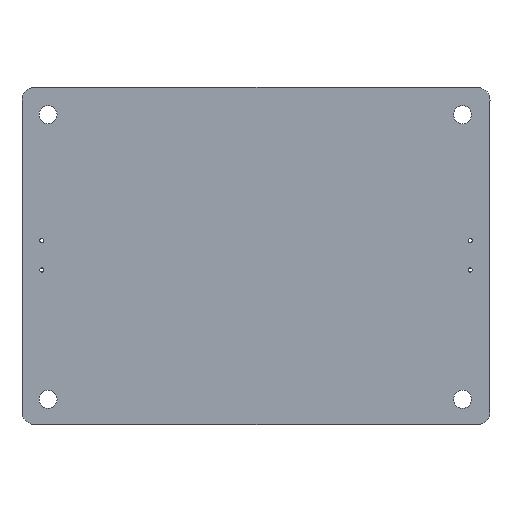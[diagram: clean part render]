
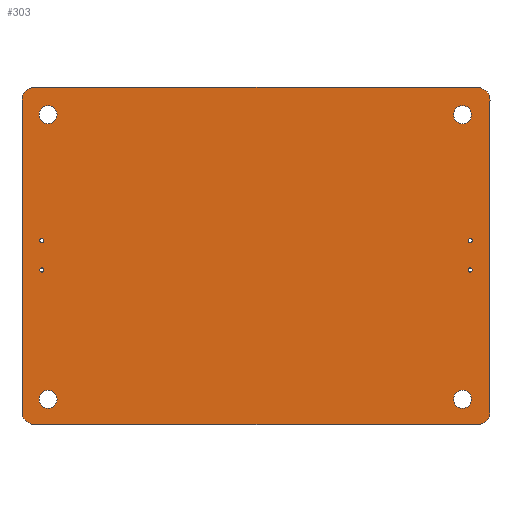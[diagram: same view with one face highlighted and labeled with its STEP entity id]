
A CAD part, top view. The second image highlights one B-rep face of the part: STEP entity #303.
In plain terms, the highlighted planar face has unit normal (0, 0, 1).
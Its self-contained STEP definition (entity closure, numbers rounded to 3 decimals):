
#42 = VERTEX_POINT('',#43);
#43 = CARTESIAN_POINT('',(52.895,40.25,1.6));
#49 = EDGE_CURVE('',#42,#50,#52,.T.);
#50 = VERTEX_POINT('',#51);
#51 = CARTESIAN_POINT('',(55.895,37.25,1.6));
#52 = CIRCLE('',#53,3.);
#53 = AXIS2_PLACEMENT_3D('',#54,#55,#56);
#54 = CARTESIAN_POINT('',(52.895,37.25,1.6));
#55 = DIRECTION('',(0.,0.,-1.));
#56 = DIRECTION('',(0.,1.,0.));
#84 = VERTEX_POINT('',#85);
#85 = CARTESIAN_POINT('',(-52.895,40.25,1.6));
#91 = EDGE_CURVE('',#84,#42,#92,.T.);
#92 = LINE('',#93,#94);
#93 = CARTESIAN_POINT('',(-52.895,40.25,1.6));
#94 = VECTOR('',#95,1.);
#95 = DIRECTION('',(1.,0.,0.));
#113 = EDGE_CURVE('',#50,#114,#116,.T.);
#114 = VERTEX_POINT('',#115);
#115 = CARTESIAN_POINT('',(55.895,-37.25,1.6));
#116 = LINE('',#117,#118);
#117 = CARTESIAN_POINT('',(55.895,37.25,1.6));
#118 = VECTOR('',#119,1.);
#119 = DIRECTION('',(0.,-1.,0.));
#303 = ADVANCED_FACE('',(#304,#374,#385,#396,#407,#418,#429,#440,#451),
  #462,.T.);
#304 = FACE_BOUND('',#305,.T.);
#305 = EDGE_LOOP('',(#306,#307,#308,#316,#325,#333,#341,#350,#358,#366,
    #373));
#306 = ORIENTED_EDGE('',*,*,#49,.F.);
#307 = ORIENTED_EDGE('',*,*,#91,.F.);
#308 = ORIENTED_EDGE('',*,*,#309,.F.);
#309 = EDGE_CURVE('',#310,#84,#312,.T.);
#310 = VERTEX_POINT('',#311);
#311 = CARTESIAN_POINT('',(-53.063,40.248,1.6));
#312 = LINE('',#313,#314);
#313 = CARTESIAN_POINT('',(-53.063,40.248,1.6));
#314 = VECTOR('',#315,1.);
#315 = DIRECTION('',(1.,0.014,0.));
#316 = ORIENTED_EDGE('',*,*,#317,.F.);
#317 = EDGE_CURVE('',#318,#310,#320,.T.);
#318 = VERTEX_POINT('',#319);
#319 = CARTESIAN_POINT('',(-55.895,37.25,1.6));
#320 = CIRCLE('',#321,2.998);
#321 = AXIS2_PLACEMENT_3D('',#322,#323,#324);
#322 = CARTESIAN_POINT('',(-52.897,37.254,1.6));
#323 = DIRECTION('',(0.,0.,-1.));
#324 = DIRECTION('',(-1.,-0.001,-0.));
#325 = ORIENTED_EDGE('',*,*,#326,.F.);
#326 = EDGE_CURVE('',#327,#318,#329,.T.);
#327 = VERTEX_POINT('',#328);
#328 = CARTESIAN_POINT('',(-55.895,-37.25,1.6));
#329 = LINE('',#330,#331);
#330 = CARTESIAN_POINT('',(-55.895,-37.25,1.6));
#331 = VECTOR('',#332,1.);
#332 = DIRECTION('',(0.,1.,0.));
#333 = ORIENTED_EDGE('',*,*,#334,.F.);
#334 = EDGE_CURVE('',#335,#327,#337,.T.);
#335 = VERTEX_POINT('',#336);
#336 = CARTESIAN_POINT('',(-55.893,-37.418,1.6));
#337 = LINE('',#338,#339);
#338 = CARTESIAN_POINT('',(-55.893,-37.418,1.6));
#339 = VECTOR('',#340,1.);
#340 = DIRECTION('',(-0.014,1.,0.));
#341 = ORIENTED_EDGE('',*,*,#342,.F.);
#342 = EDGE_CURVE('',#343,#335,#345,.T.);
#343 = VERTEX_POINT('',#344);
#344 = CARTESIAN_POINT('',(-52.895,-40.25,1.6));
#345 = CIRCLE('',#346,2.998);
#346 = AXIS2_PLACEMENT_3D('',#347,#348,#349);
#347 = CARTESIAN_POINT('',(-52.899,-37.252,1.6));
#348 = DIRECTION('',(0.,0.,-1.));
#349 = DIRECTION('',(0.001,-1.,0.));
#350 = ORIENTED_EDGE('',*,*,#351,.F.);
#351 = EDGE_CURVE('',#352,#343,#354,.T.);
#352 = VERTEX_POINT('',#353);
#353 = CARTESIAN_POINT('',(52.895,-40.25,1.6));
#354 = LINE('',#355,#356);
#355 = CARTESIAN_POINT('',(52.895,-40.25,1.6));
#356 = VECTOR('',#357,1.);
#357 = DIRECTION('',(-1.,0.,0.));
#358 = ORIENTED_EDGE('',*,*,#359,.F.);
#359 = EDGE_CURVE('',#360,#352,#362,.T.);
#360 = VERTEX_POINT('',#361);
#361 = CARTESIAN_POINT('',(53.063,-40.248,1.6));
#362 = LINE('',#363,#364);
#363 = CARTESIAN_POINT('',(53.063,-40.248,1.6));
#364 = VECTOR('',#365,1.);
#365 = DIRECTION('',(-1.,-0.014,0.));
#366 = ORIENTED_EDGE('',*,*,#367,.F.);
#367 = EDGE_CURVE('',#114,#360,#368,.T.);
#368 = CIRCLE('',#369,2.998);
#369 = AXIS2_PLACEMENT_3D('',#370,#371,#372);
#370 = CARTESIAN_POINT('',(52.897,-37.254,1.6));
#371 = DIRECTION('',(0.,0.,-1.));
#372 = DIRECTION('',(1.,0.001,0.));
#373 = ORIENTED_EDGE('',*,*,#113,.F.);
#374 = FACE_BOUND('',#375,.T.);
#375 = EDGE_LOOP('',(#376));
#376 = ORIENTED_EDGE('',*,*,#377,.T.);
#377 = EDGE_CURVE('',#378,#378,#380,.T.);
#378 = VERTEX_POINT('',#379);
#379 = CARTESIAN_POINT('',(-49.666,-36.375,1.6));
#380 = CIRCLE('',#381,2.15);
#381 = AXIS2_PLACEMENT_3D('',#382,#383,#384);
#382 = CARTESIAN_POINT('',(-49.666,-34.225,1.6));
#383 = DIRECTION('',(-0.,0.,-1.));
#384 = DIRECTION('',(-0.,-1.,0.));
#385 = FACE_BOUND('',#386,.T.);
#386 = EDGE_LOOP('',(#387));
#387 = ORIENTED_EDGE('',*,*,#388,.T.);
#388 = EDGE_CURVE('',#389,#389,#391,.T.);
#389 = VERTEX_POINT('',#390);
#390 = CARTESIAN_POINT('',(-51.142,-3.846,1.6));
#391 = CIRCLE('',#392,0.5);
#392 = AXIS2_PLACEMENT_3D('',#393,#394,#395);
#393 = CARTESIAN_POINT('',(-51.142,-3.346,1.6));
#394 = DIRECTION('',(-0.,0.,-1.));
#395 = DIRECTION('',(-0.,-1.,0.));
#396 = FACE_BOUND('',#397,.T.);
#397 = EDGE_LOOP('',(#398));
#398 = ORIENTED_EDGE('',*,*,#399,.T.);
#399 = EDGE_CURVE('',#400,#400,#402,.T.);
#400 = VERTEX_POINT('',#401);
#401 = CARTESIAN_POINT('',(49.334,-36.375,1.6));
#402 = CIRCLE('',#403,2.15);
#403 = AXIS2_PLACEMENT_3D('',#404,#405,#406);
#404 = CARTESIAN_POINT('',(49.334,-34.225,1.6));
#405 = DIRECTION('',(-0.,0.,-1.));
#406 = DIRECTION('',(-0.,-1.,0.));
#407 = FACE_BOUND('',#408,.T.);
#408 = EDGE_LOOP('',(#409));
#409 = ORIENTED_EDGE('',*,*,#410,.T.);
#410 = EDGE_CURVE('',#411,#411,#413,.T.);
#411 = VERTEX_POINT('',#412);
#412 = CARTESIAN_POINT('',(51.152,-3.847,1.6));
#413 = CIRCLE('',#414,0.5);
#414 = AXIS2_PLACEMENT_3D('',#415,#416,#417);
#415 = CARTESIAN_POINT('',(51.152,-3.347,1.6));
#416 = DIRECTION('',(-0.,0.,-1.));
#417 = DIRECTION('',(-0.,-1.,0.));
#418 = FACE_BOUND('',#419,.T.);
#419 = EDGE_LOOP('',(#420));
#420 = ORIENTED_EDGE('',*,*,#421,.T.);
#421 = EDGE_CURVE('',#422,#422,#424,.T.);
#422 = VERTEX_POINT('',#423);
#423 = CARTESIAN_POINT('',(-51.142,3.154,1.6));
#424 = CIRCLE('',#425,0.5);
#425 = AXIS2_PLACEMENT_3D('',#426,#427,#428);
#426 = CARTESIAN_POINT('',(-51.142,3.654,1.6));
#427 = DIRECTION('',(-0.,0.,-1.));
#428 = DIRECTION('',(-0.,-1.,0.));
#429 = FACE_BOUND('',#430,.T.);
#430 = EDGE_LOOP('',(#431));
#431 = ORIENTED_EDGE('',*,*,#432,.T.);
#432 = EDGE_CURVE('',#433,#433,#435,.T.);
#433 = VERTEX_POINT('',#434);
#434 = CARTESIAN_POINT('',(-49.666,31.625,1.6));
#435 = CIRCLE('',#436,2.15);
#436 = AXIS2_PLACEMENT_3D('',#437,#438,#439);
#437 = CARTESIAN_POINT('',(-49.666,33.775,1.6));
#438 = DIRECTION('',(-0.,0.,-1.));
#439 = DIRECTION('',(-0.,-1.,0.));
#440 = FACE_BOUND('',#441,.T.);
#441 = EDGE_LOOP('',(#442));
#442 = ORIENTED_EDGE('',*,*,#443,.T.);
#443 = EDGE_CURVE('',#444,#444,#446,.T.);
#444 = VERTEX_POINT('',#445);
#445 = CARTESIAN_POINT('',(51.152,3.153,1.6));
#446 = CIRCLE('',#447,0.5);
#447 = AXIS2_PLACEMENT_3D('',#448,#449,#450);
#448 = CARTESIAN_POINT('',(51.152,3.653,1.6));
#449 = DIRECTION('',(-0.,0.,-1.));
#450 = DIRECTION('',(-0.,-1.,0.));
#451 = FACE_BOUND('',#452,.T.);
#452 = EDGE_LOOP('',(#453));
#453 = ORIENTED_EDGE('',*,*,#454,.T.);
#454 = EDGE_CURVE('',#455,#455,#457,.T.);
#455 = VERTEX_POINT('',#456);
#456 = CARTESIAN_POINT('',(49.334,31.625,1.6));
#457 = CIRCLE('',#458,2.15);
#458 = AXIS2_PLACEMENT_3D('',#459,#460,#461);
#459 = CARTESIAN_POINT('',(49.334,33.775,1.6));
#460 = DIRECTION('',(-0.,0.,-1.));
#461 = DIRECTION('',(-0.,-1.,0.));
#462 = PLANE('',#463);
#463 = AXIS2_PLACEMENT_3D('',#464,#465,#466);
#464 = CARTESIAN_POINT('',(0.,0.,1.6));
#465 = DIRECTION('',(0.,0.,1.));
#466 = DIRECTION('',(1.,0.,-0.));
